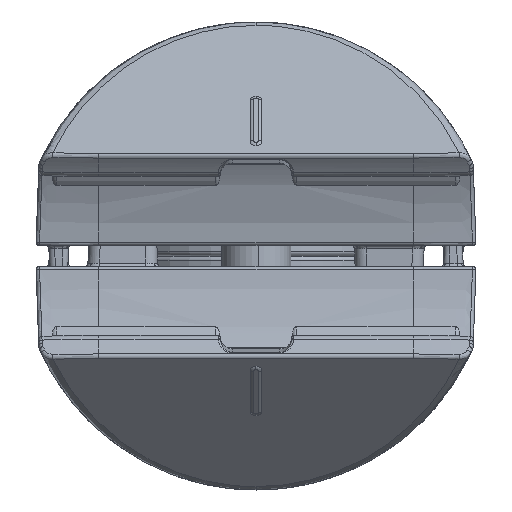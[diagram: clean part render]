
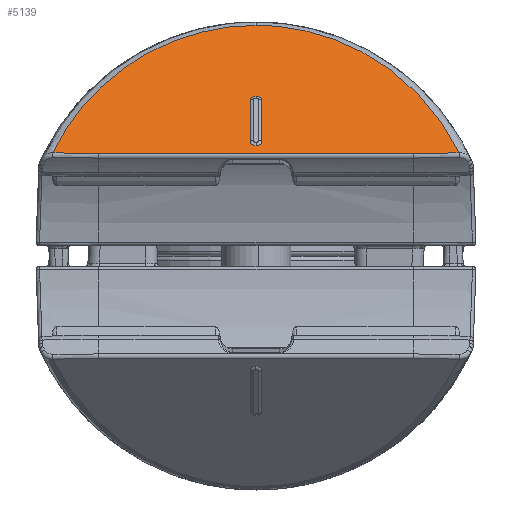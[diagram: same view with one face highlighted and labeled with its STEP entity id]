
A CAD part, front view. The second image highlights one B-rep face of the part: STEP entity #5139.
In plain terms, the highlighted face is planar.
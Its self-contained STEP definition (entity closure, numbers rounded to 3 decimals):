
#2195 = CARTESIAN_POINT ( 'NONE',  ( 13.5, 8.829, 50.747 ) ) ;
#2286 = CARTESIAN_POINT ( 'NONE',  ( -7.646, 19.807, 39.769 ) ) ;
#3578 = CARTESIAN_POINT ( 'NONE',  ( -0.5, 13.715, 45.86 ) ) ;
#3885 = DIRECTION ( 'NONE',  ( 0., -0.707, -0.707 ) ) ;
#4198 = CARTESIAN_POINT ( 'NONE',  ( -14.814, 8.829, 50.747 ) ) ;
#5139 = ADVANCED_FACE ( 'NONE', ( #53005, #47618 ), #37871, .T. ) ;
#5689 = CARTESIAN_POINT ( 'NONE',  ( 17.442, 8.853, 50.723 ) ) ;
#7019 = CARTESIAN_POINT ( 'NONE',  ( -14.121, 15.741, 43.835 ) ) ;
#7302 = EDGE_LOOP ( 'NONE', ( #30276, #15963, #38290, #8932, #13556 ) ) ;
#8436 = CARTESIAN_POINT ( 'NONE',  ( -17.442, 8.853, 50.723 ) ) ;
#8932 = ORIENTED_EDGE ( 'NONE', *, *, #28741, .T. ) ;
#9421 = CARTESIAN_POINT ( 'NONE',  ( 0., 9.473, 50.103 ) ) ;
#9631 = EDGE_CURVE ( 'NONE', #62452, #52921, #35637, .T. ) ;
#9975 = DIRECTION ( 'NONE',  ( 0., -0.707, -0.707 ) ) ;
#10504 = ORIENTED_EDGE ( 'NONE', *, *, #20371, .T. ) ;
#10586 = CARTESIAN_POINT ( 'NONE',  ( 14.121, 15.741, 43.835 ) ) ;
#11419 = CARTESIAN_POINT ( 'NONE',  ( 13.5, 8.829, 50.747 ) ) ;
#11583 = VERTEX_POINT ( 'NONE', #13362 ) ;
#12278 = DIRECTION ( 'NONE',  ( 0., 0.707, 0.707 ) ) ;
#13362 = CARTESIAN_POINT ( 'NONE',  ( 17.442, 8.853, 50.723 ) ) ;
#13556 = ORIENTED_EDGE ( 'NONE', *, *, #17088, .T. ) ;
#13927 = DIRECTION ( 'NONE',  ( 0., 0.707, -0.707 ) ) ;
#14158 = CARTESIAN_POINT ( 'NONE',  ( 0.5, 9.826, 49.749 ) ) ;
#14193 = CIRCLE ( 'NONE', #46386, 0.5 ) ;
#14717 = ORIENTED_EDGE ( 'NONE', *, *, #24635, .T. ) ;
#15667 = CARTESIAN_POINT ( 'NONE',  ( 17.442, 8.853, 50.723 ) ) ;
#15963 = ORIENTED_EDGE ( 'NONE', *, *, #61592, .T. ) ;
#16153 = CARTESIAN_POINT ( 'NONE',  ( 0., 13.362, 46.214 ) ) ;
#16619 = VECTOR ( 'NONE', #24176, 1000. ) ;
#17088 = EDGE_CURVE ( 'NONE', #25254, #34927, #34856, .T. ) ;
#17108 = ORIENTED_EDGE ( 'NONE', *, *, #25020, .F. ) ;
#18481 = CARTESIAN_POINT ( 'NONE',  ( -13.5, 8.829, 50.747 ) ) ;
#20178 = B_SPLINE_CURVE_WITH_KNOTS ( 'NONE', 3,
 ( #11419, #20899, #47078, #5689 ),
 .UNSPECIFIED., .F., .F.,
 ( 4, 4 ),
 ( 0., 0.004 ),
 .UNSPECIFIED. ) ;
#20371 = EDGE_CURVE ( 'NONE', #57134, #26755, #14193, .T. ) ;
#20564 = AXIS2_PLACEMENT_3D ( 'NONE', #50989, #3885, #60090 ) ;
#20899 = CARTESIAN_POINT ( 'NONE',  ( 14.814, 8.829, 50.747 ) ) ;
#21690 = ORIENTED_EDGE ( 'NONE', *, *, #33508, .F. ) ;
#22268 = DIRECTION ( 'NONE',  ( 0., -0.707, 0.707 ) ) ;
#22371 = CIRCLE ( 'NONE', #28807, 0.5 ) ;
#22701 = DIRECTION ( 'NONE',  ( 1., 0., 0. ) ) ;
#23566 = CARTESIAN_POINT ( 'NONE',  ( -17.442, 8.853, 50.723 ) ) ;
#24176 = DIRECTION ( 'NONE',  ( 0., -0.707, 0.707 ) ) ;
#24293 = ORIENTED_EDGE ( 'NONE', *, *, #9631, .T. ) ;
#24404 = CARTESIAN_POINT ( 'NONE',  ( 0.5, 13.715, 45.86 ) ) ;
#24635 = EDGE_CURVE ( 'NONE', #38165, #57134, #33481, .T. ) ;
#24768 = EDGE_CURVE ( 'NONE', #11583, #41577, #58877, .T. ) ;
#25020 = EDGE_CURVE ( 'NONE', #38165, #52921, #39819, .T. ) ;
#25254 = VERTEX_POINT ( 'NONE', #8436 ) ;
#25440 = DIRECTION ( 'NONE',  ( 0., -0.707, -0.707 ) ) ;
#25498 = VERTEX_POINT ( 'NONE', #2195 ) ;
#26755 = VERTEX_POINT ( 'NONE', #37602 ) ;
#28300 = EDGE_LOOP ( 'NONE', ( #64089, #24293, #17108, #14717, #10504, #21690 ) ) ;
#28481 = VECTOR ( 'NONE', #13927, 1000. ) ;
#28741 = EDGE_CURVE ( 'NONE', #41577, #25254, #57691, .T. ) ;
#28807 = AXIS2_PLACEMENT_3D ( 'NONE', #16153, #9975, #36243 ) ;
#30276 = ORIENTED_EDGE ( 'NONE', *, *, #39674, .T. ) ;
#31150 = CARTESIAN_POINT ( 'NONE',  ( 7.646, 19.807, 39.769 ) ) ;
#32462 = LINE ( 'NONE', #33454, #36319 ) ;
#32843 = DIRECTION ( 'NONE',  ( 0., -0.707, 0.707 ) ) ;
#33454 = CARTESIAN_POINT ( 'NONE',  ( 13.5, 8.829, 50.747 ) ) ;
#33481 = CIRCLE ( 'NONE', #20564, 0.5 ) ;
#33508 = EDGE_CURVE ( 'NONE', #52847, #26755, #49683, .T. ) ;
#34856 = B_SPLINE_CURVE_WITH_KNOTS ( 'NONE', 3,
 ( #61073, #40562, #4198, #18481 ),
 .UNSPECIFIED., .F., .F.,
 ( 4, 4 ),
 ( 0., 0.004 ),
 .UNSPECIFIED. ) ;
#34927 = VERTEX_POINT ( 'NONE', #58262 ) ;
#35637 = CIRCLE ( 'NONE', #50649, 0.5 ) ;
#36243 = DIRECTION ( 'NONE',  ( 0., -0.707, 0.707 ) ) ;
#36319 = VECTOR ( 'NONE', #22701, 1000. ) ;
#36650 = CARTESIAN_POINT ( 'NONE',  ( 0., 13.715, 45.86 ) ) ;
#37602 = CARTESIAN_POINT ( 'NONE',  ( -0.5, 9.826, 49.749 ) ) ;
#37871 = PLANE ( 'NONE',  #60367 ) ;
#38165 = VERTEX_POINT ( 'NONE', #14158 ) ;
#38290 = ORIENTED_EDGE ( 'NONE', *, *, #24768, .T. ) ;
#39674 = EDGE_CURVE ( 'NONE', #34927, #25498, #32462, .T. ) ;
#39819 = LINE ( 'NONE', #24404, #28481 ) ;
#40562 = CARTESIAN_POINT ( 'NONE',  ( -16.128, 8.837, 50.739 ) ) ;
#41577 = VERTEX_POINT ( 'NONE', #48583 ) ;
#41953 = EDGE_CURVE ( 'NONE', #52847, #62452, #22371, .T. ) ;
#42544 = CARTESIAN_POINT ( 'NONE',  ( 0., 19.807, 39.769 ) ) ;
#43049 = DIRECTION ( 'NONE',  ( 0., -0.707, -0.707 ) ) ;
#46214 = DIRECTION ( 'NONE',  ( 0., -0.707, 0.707 ) ) ;
#46386 = AXIS2_PLACEMENT_3D ( 'NONE', #57869, #43049, #22268 ) ;
#47078 = CARTESIAN_POINT ( 'NONE',  ( 16.128, 8.837, 50.739 ) ) ;
#47618 = FACE_BOUND ( 'NONE', #28300, .T. ) ;
#48583 = CARTESIAN_POINT ( 'NONE',  ( 0., 19.807, 39.769 ) ) ;
#48697 = CARTESIAN_POINT ( 'NONE',  ( 0.5, 13.362, 46.214 ) ) ;
#49683 = LINE ( 'NONE', #3578, #16619 ) ;
#50649 = AXIS2_PLACEMENT_3D ( 'NONE', #51292, #25440, #46214 ) ;
#50989 = CARTESIAN_POINT ( 'NONE',  ( 0., 9.826, 49.749 ) ) ;
#51292 = CARTESIAN_POINT ( 'NONE',  ( 0., 13.362, 46.214 ) ) ;
#52847 = VERTEX_POINT ( 'NONE', #64842 ) ;
#52921 = VERTEX_POINT ( 'NONE', #48697 ) ;
#53005 = FACE_OUTER_BOUND ( 'NONE', #7302, .T. ) ;
#53147 = CARTESIAN_POINT ( 'NONE',  ( 0., 19.807, 39.769 ) ) ;
#57134 = VERTEX_POINT ( 'NONE', #9421 ) ;
#57691 =( BOUNDED_CURVE ( )  B_SPLINE_CURVE ( 3, ( #53147, #2286, #7019, #23566 ),
 .UNSPECIFIED., .F., .F. ) 
 B_SPLINE_CURVE_WITH_KNOTS ( ( 4, 4 ),
 ( 0., 1.122 ),
 .UNSPECIFIED. ) 
 CURVE ( )  GEOMETRIC_REPRESENTATION_ITEM ( )  RATIONAL_B_SPLINE_CURVE ( ( 1., 0.898, 0.898, 1. ) ) 
 REPRESENTATION_ITEM ( '' )  );
#57696 = CARTESIAN_POINT ( 'NONE',  ( 135.033, 3.306, 56.27 ) ) ;
#57869 = CARTESIAN_POINT ( 'NONE',  ( 0., 9.826, 49.749 ) ) ;
#58262 = CARTESIAN_POINT ( 'NONE',  ( -13.5, 8.829, 50.747 ) ) ;
#58877 =( BOUNDED_CURVE ( )  B_SPLINE_CURVE ( 3, ( #15667, #10586, #31150, #42544 ),
 .UNSPECIFIED., .F., .F. ) 
 B_SPLINE_CURVE_WITH_KNOTS ( ( 4, 4 ),
 ( 5.162, 6.283 ),
 .UNSPECIFIED. ) 
 CURVE ( )  GEOMETRIC_REPRESENTATION_ITEM ( )  RATIONAL_B_SPLINE_CURVE ( ( 1., 0.898, 0.898, 1. ) ) 
 REPRESENTATION_ITEM ( '' )  );
#60090 = DIRECTION ( 'NONE',  ( 0., -0.707, 0.707 ) ) ;
#60367 = AXIS2_PLACEMENT_3D ( 'NONE', #57696, #12278, #32843 ) ;
#61073 = CARTESIAN_POINT ( 'NONE',  ( -17.442, 8.853, 50.723 ) ) ;
#61592 = EDGE_CURVE ( 'NONE', #25498, #11583, #20178, .T. ) ;
#62452 = VERTEX_POINT ( 'NONE', #36650 ) ;
#64089 = ORIENTED_EDGE ( 'NONE', *, *, #41953, .T. ) ;
#64842 = CARTESIAN_POINT ( 'NONE',  ( -0.5, 13.362, 46.214 ) ) ;
